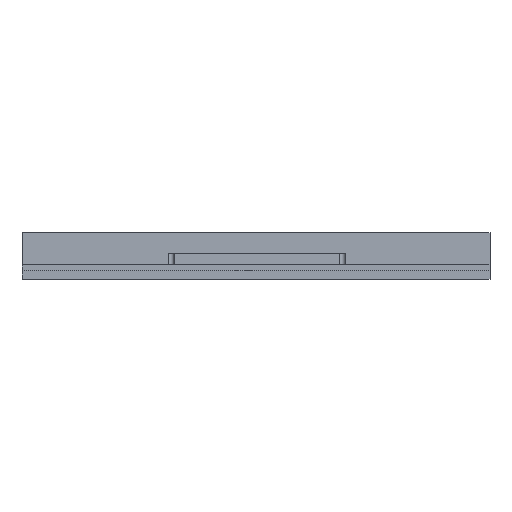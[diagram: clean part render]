
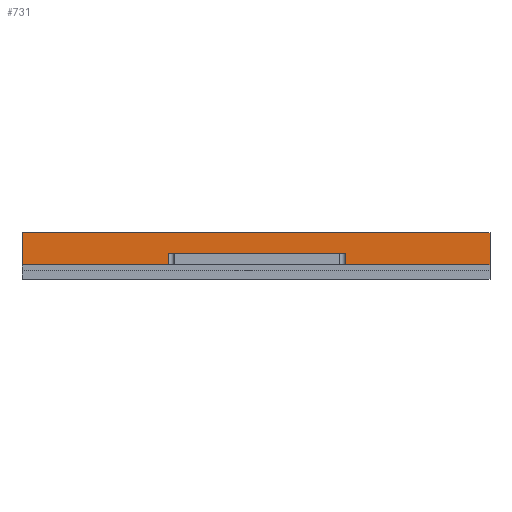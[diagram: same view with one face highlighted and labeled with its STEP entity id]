
A CAD part, front view. The second image highlights one B-rep face of the part: STEP entity #731.
In plain terms, the highlighted planar face has unit normal (0, -1, 0).
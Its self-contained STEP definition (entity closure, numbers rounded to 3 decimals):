
#38 = EDGE_CURVE ( 'NONE', #2726, #813, #3404, .T. ) ;
#65 = CARTESIAN_POINT ( 'NONE',  ( 25., -38., 2.5 ) ) ;
#73 = VECTOR ( 'NONE', #614, 1000. ) ;
#171 = DIRECTION ( 'NONE',  ( 1., 0., 0. ) ) ;
#216 = CARTESIAN_POINT ( 'NONE',  ( 80., -38., 8. ) ) ;
#267 = LINE ( 'NONE', #602, #73 ) ;
#359 = CARTESIAN_POINT ( 'NONE',  ( 80., -38., 8. ) ) ;
#398 = CARTESIAN_POINT ( 'NONE',  ( 0., -38., 8. ) ) ;
#414 = VECTOR ( 'NONE', #1716, 1000. ) ;
#484 = DIRECTION ( 'NONE',  ( 1., 0., 0. ) ) ;
#489 = LINE ( 'NONE', #897, #2082 ) ;
#602 = CARTESIAN_POINT ( 'NONE',  ( 0., -38., 2.5 ) ) ;
#614 = DIRECTION ( 'NONE',  ( 1., 0., 0. ) ) ;
#617 = DIRECTION ( 'NONE',  ( 0., 0., -1. ) ) ;
#722 = EDGE_CURVE ( 'NONE', #1897, #2467, #1374, .T. ) ;
#731 = ADVANCED_FACE ( 'NONE', ( #2873 ), #2004, .T. ) ;
#788 = DIRECTION ( 'NONE',  ( 0., 0., -1. ) ) ;
#813 = VERTEX_POINT ( 'NONE', #3229 ) ;
#897 = CARTESIAN_POINT ( 'NONE',  ( 80., -38., 8. ) ) ;
#1034 = DIRECTION ( 'NONE',  ( 0., 0., -1. ) ) ;
#1173 = LINE ( 'NONE', #3003, #1556 ) ;
#1194 = VERTEX_POINT ( 'NONE', #398 ) ;
#1196 = CARTESIAN_POINT ( 'NONE',  ( 55.248, -38., 4.5 ) ) ;
#1224 = LINE ( 'NONE', #3527, #2808 ) ;
#1277 = VECTOR ( 'NONE', #2824, 1000. ) ;
#1343 = ORIENTED_EDGE ( 'NONE', *, *, #2318, .T. ) ;
#1362 = CARTESIAN_POINT ( 'NONE',  ( 55.248, -38., 4.5 ) ) ;
#1374 = LINE ( 'NONE', #3797, #414 ) ;
#1556 = VECTOR ( 'NONE', #617, 1000. ) ;
#1635 = EDGE_CURVE ( 'NONE', #2726, #1194, #489, .T. ) ;
#1716 = DIRECTION ( 'NONE',  ( 1., 0., 0. ) ) ;
#1798 = DIRECTION ( 'NONE',  ( -1., 0., 0. ) ) ;
#1872 = CARTESIAN_POINT ( 'NONE',  ( 55.248, -38., 2.5 ) ) ;
#1886 = ORIENTED_EDGE ( 'NONE', *, *, #722, .T. ) ;
#1897 = VERTEX_POINT ( 'NONE', #3098 ) ;
#1955 = ORIENTED_EDGE ( 'NONE', *, *, #2596, .T. ) ;
#2004 = PLANE ( 'NONE',  #2794 ) ;
#2082 = VECTOR ( 'NONE', #1798, 1000. ) ;
#2318 = EDGE_CURVE ( 'NONE', #3124, #813, #267, .T. ) ;
#2333 = DIRECTION ( 'NONE',  ( 0., -1., 0. ) ) ;
#2467 = VERTEX_POINT ( 'NONE', #65 ) ;
#2479 = ORIENTED_EDGE ( 'NONE', *, *, #3828, .T. ) ;
#2580 = LINE ( 'NONE', #1362, #1277 ) ;
#2596 = EDGE_CURVE ( 'NONE', #1194, #1897, #2668, .T. ) ;
#2618 = EDGE_CURVE ( 'NONE', #3497, #3124, #2580, .T. ) ;
#2668 = LINE ( 'NONE', #3738, #2767 ) ;
#2679 = ORIENTED_EDGE ( 'NONE', *, *, #3502, .F. ) ;
#2726 = VERTEX_POINT ( 'NONE', #3517 ) ;
#2742 = VERTEX_POINT ( 'NONE', #2882 ) ;
#2767 = VECTOR ( 'NONE', #1034, 1000. ) ;
#2794 = AXIS2_PLACEMENT_3D ( 'NONE', #216, #2333, #171 ) ;
#2808 = VECTOR ( 'NONE', #484, 1000. ) ;
#2824 = DIRECTION ( 'NONE',  ( 0., 0., -1. ) ) ;
#2836 = EDGE_LOOP ( 'NONE', ( #1886, #2679, #2479, #3645, #1343, #3270, #3178, #1955 ) ) ;
#2873 = FACE_OUTER_BOUND ( 'NONE', #2836, .T. ) ;
#2882 = CARTESIAN_POINT ( 'NONE',  ( 25., -38., 4.5 ) ) ;
#3003 = CARTESIAN_POINT ( 'NONE',  ( 25., -38., 4.5 ) ) ;
#3098 = CARTESIAN_POINT ( 'NONE',  ( 0., -38., 2.5 ) ) ;
#3124 = VERTEX_POINT ( 'NONE', #1872 ) ;
#3178 = ORIENTED_EDGE ( 'NONE', *, *, #1635, .T. ) ;
#3229 = CARTESIAN_POINT ( 'NONE',  ( 80., -38., 2.5 ) ) ;
#3265 = VECTOR ( 'NONE', #788, 1000. ) ;
#3270 = ORIENTED_EDGE ( 'NONE', *, *, #38, .F. ) ;
#3404 = LINE ( 'NONE', #359, #3265 ) ;
#3497 = VERTEX_POINT ( 'NONE', #1196 ) ;
#3502 = EDGE_CURVE ( 'NONE', #2742, #2467, #1173, .T. ) ;
#3517 = CARTESIAN_POINT ( 'NONE',  ( 80., -38., 8. ) ) ;
#3527 = CARTESIAN_POINT ( 'NONE',  ( 25., -38., 4.5 ) ) ;
#3645 = ORIENTED_EDGE ( 'NONE', *, *, #2618, .T. ) ;
#3738 = CARTESIAN_POINT ( 'NONE',  ( 0., -38., 8. ) ) ;
#3797 = CARTESIAN_POINT ( 'NONE',  ( 0., -38., 2.5 ) ) ;
#3828 = EDGE_CURVE ( 'NONE', #2742, #3497, #1224, .T. ) ;
